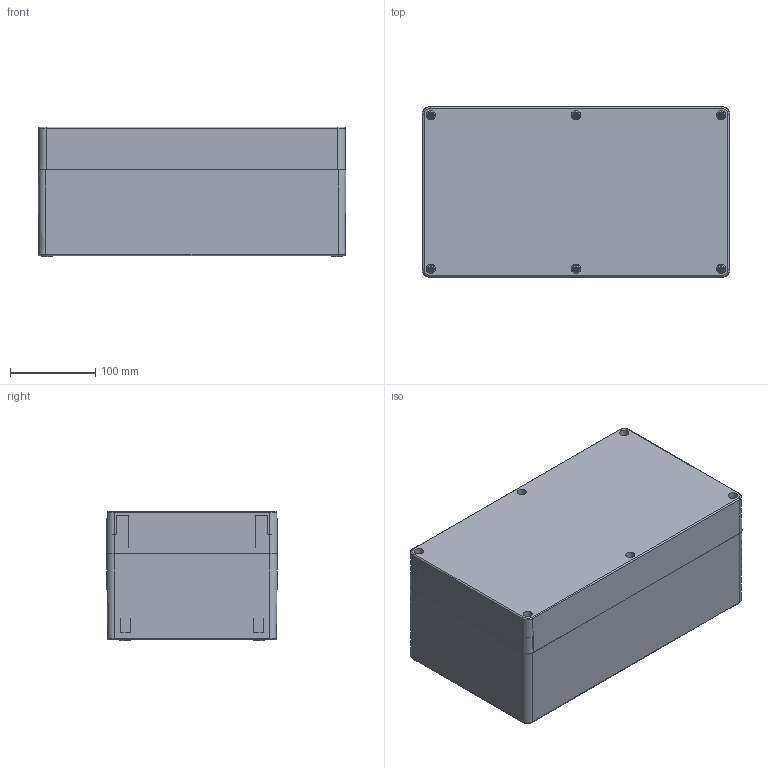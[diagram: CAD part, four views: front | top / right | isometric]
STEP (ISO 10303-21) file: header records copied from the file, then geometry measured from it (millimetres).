
FILE_DESCRIPTION(/* description */ (''),/* implementation_level */ '2;1');
FILE_NAME(/* name */ '0301108700-MBM_362015_VE.stp',/* time_stamp */ '2016-09-26T14:34:37+02:00',/* author */ ('Robin.Rentz'),/* organization */ (''),/* preprocessor_version */ 'ST-DEVELOPER v15.6',/* originating_system */ 'Autodesk Inventor 2015',/* authorisation */ '');
FILE_SCHEMA (('CONFIG_CONTROL_DESIGN'));
Length unit declared in the file: millimetre
Products named in the file (6): 0301108702-UT_362010_VE; 0301108701-OT_362050_VE; xxx-O-Ring--OT--MBM-MBT_362050; 1990000054 Schrauben A2 BM6x45_15; 1990000009 M6 Gewindebuchse; 0301108700-MBM_362015_VE
Bounding box: 361 x 200 x 152 mm (x, y, z)
Volume: 1402401 mm3; surface area: 707382.9 mm2
Topology: 15 solids, 15 shells, 1755 faces, 4162 edges, 2500 vertices
Faces by surface type: plane 619, cylinder 492, cone 440, torus 198, sphere 6
Full cylindrical faces by diameter (mm): 4.917 x6, 5 x6, 6 x6, 6.5 x4, 7 x6, 7.5 x6, 7.7 x6, 7.8 x6, 9 x6, 10 x6, 10.9 x6
Entity records: 27681 total; most frequent: DIRECTION 5102, CARTESIAN_POINT 5052, ORIENTED_EDGE 4406, EDGE_CURVE 2203, AXIS2_PLACEMENT_3D 2029, VERTEX_POINT 1375, EDGE_LOOP 1128, LINE 1044
